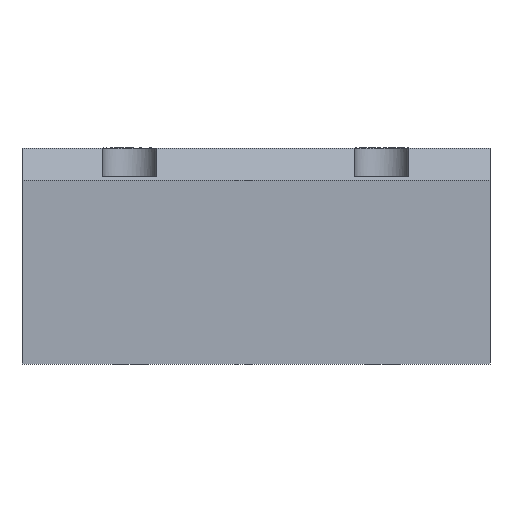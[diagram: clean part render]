
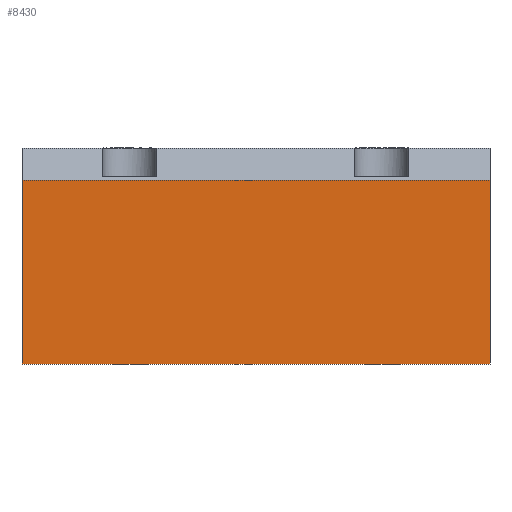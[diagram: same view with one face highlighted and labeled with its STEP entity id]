
A CAD part, front view. The second image highlights one B-rep face of the part: STEP entity #8430.
In plain terms, the highlighted free-form (B-spline) face has degree [1, 1] with [2, 2] control points.
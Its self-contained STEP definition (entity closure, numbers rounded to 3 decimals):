
#8080 = CARTESIAN_POINT ('', (0., 0., 51.));
#8090 = VERTEX_POINT ('', #8080);
#8100 = CARTESIAN_POINT ('', (0., 0., 0.));
#8110 = VERTEX_POINT ('', #8100);
#8120 = CARTESIAN_POINT ('', (0., 0., 51.));
#8130 = CARTESIAN_POINT ('', (0., 0., 0.));
#8140 = B_SPLINE_CURVE_WITH_KNOTS ('', 1, (#8120, #8130), .UNSPECIFIED., .F., .U., (2, 2), (0., 1.), .UNSPECIFIED.);
#8150 = EDGE_CURVE ('', #8090, #8110, #8140, .T.);
#8160 = ORIENTED_EDGE ('', *, *, #8150, .T.);
#8170 = CARTESIAN_POINT ('', (130., 0., 0.));
#8180 = VERTEX_POINT ('', #8170);
#8190 = CARTESIAN_POINT ('', (0., 0., 0.));
#8200 = CARTESIAN_POINT ('', (130., 0., 0.));
#8210 = B_SPLINE_CURVE_WITH_KNOTS ('', 1, (#8190, #8200), .UNSPECIFIED., .F., .U., (2, 2), (0., 1.), .UNSPECIFIED.);
#8220 = EDGE_CURVE ('', #8110, #8180, #8210, .T.);
#8230 = ORIENTED_EDGE ('', *, *, #8220, .T.);
#8240 = CARTESIAN_POINT ('', (130., 0., 51.));
#8250 = VERTEX_POINT ('', #8240);
#8260 = CARTESIAN_POINT ('', (130., 0., 0.));
#8270 = CARTESIAN_POINT ('', (130., 0., 51.));
#8280 = B_SPLINE_CURVE_WITH_KNOTS ('', 1, (#8260, #8270), .UNSPECIFIED., .F., .U., (2, 2), (0., 1.), .UNSPECIFIED.);
#8290 = EDGE_CURVE ('', #8180, #8250, #8280, .T.);
#8300 = ORIENTED_EDGE ('', *, *, #8290, .T.);
#8310 = CARTESIAN_POINT ('', (130., 0., 51.));
#8320 = CARTESIAN_POINT ('', (0., 0., 51.));
#8330 = B_SPLINE_CURVE_WITH_KNOTS ('', 1, (#8310, #8320), .UNSPECIFIED., .F., .U., (2, 2), (0., 1.), .UNSPECIFIED.);
#8340 = EDGE_CURVE ('', #8250, #8090, #8330, .T.);
#8350 = ORIENTED_EDGE ('', *, *, #8340, .T.);
#8360 = EDGE_LOOP ('', (#8160, #8230, #8300, #8350));
#8370 = FACE_OUTER_BOUND ('', #8360, .T.);
#8380 = CARTESIAN_POINT ('', (0., 0., 51.));
#8390 = CARTESIAN_POINT ('', (130., 0., 51.));
#8400 = CARTESIAN_POINT ('', (0., 0., 0.));
#8410 = CARTESIAN_POINT ('', (130., 0., 0.));
#8420 = B_SPLINE_SURFACE_WITH_KNOTS ('', 1, 1, ((#8380, #8390), (#8400, #8410)), .UNSPECIFIED., .F., .F., .U., (2, 2), (2, 2), (0., 1.), (0., 1.), .UNSPECIFIED.);
#8430 = ADVANCED_FACE ('', (#8370), #8420, .T.);
